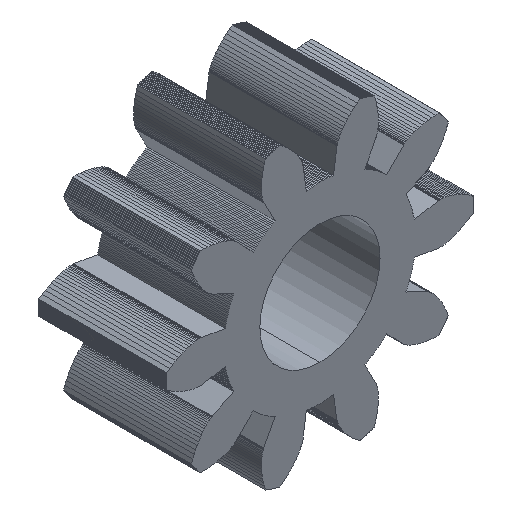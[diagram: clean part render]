
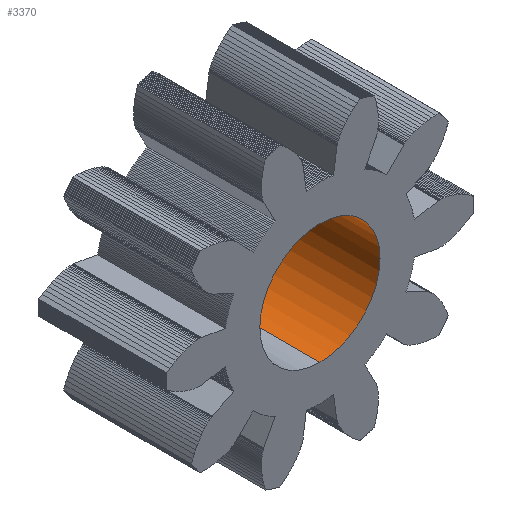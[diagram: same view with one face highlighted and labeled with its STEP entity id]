
A CAD part, isometric view. The second image highlights one B-rep face of the part: STEP entity #3370.
In plain terms, the highlighted cylindrical face has radius 2.35 mm (diameter 4.7 mm), a partial arc.
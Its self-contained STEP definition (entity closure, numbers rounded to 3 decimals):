
#1449 = FACE_OUTER_BOUND ( 'NONE', #8154, .T. ) ;
#2145 = VECTOR ( 'NONE', #10191, 1000. ) ;
#2247 = EDGE_CURVE ( 'NONE', #18232, #22398, #14373, .T. ) ;
#3370 = ADVANCED_FACE ( 'NONE', ( #1449 ), #11904, .F. ) ;
#3442 = EDGE_CURVE ( 'NONE', #18232, #17775, #6012, .T. ) ;
#4739 = CARTESIAN_POINT ( 'NONE',  ( 0., 5., -2.35 ) ) ;
#6012 = LINE ( 'NONE', #22344, #2145 ) ;
#6112 = DIRECTION ( 'NONE',  ( 0., 1., 0. ) ) ;
#7392 = DIRECTION ( 'NONE',  ( 0., 0., 1. ) ) ;
#7894 = EDGE_CURVE ( 'NONE', #22398, #19928, #20570, .T. ) ;
#7954 = CARTESIAN_POINT ( 'NONE',  ( 0., 0., 0. ) ) ;
#8081 = ORIENTED_EDGE ( 'NONE', *, *, #22597, .T. ) ;
#8154 = EDGE_LOOP ( 'NONE', ( #14716, #24802, #10457, #8081 ) ) ;
#9941 = DIRECTION ( 'NONE',  ( 0., 1., 0. ) ) ;
#10191 = DIRECTION ( 'NONE',  ( 0., 1., 0. ) ) ;
#10457 = ORIENTED_EDGE ( 'NONE', *, *, #3442, .T. ) ;
#11904 = CYLINDRICAL_SURFACE ( 'NONE', #24267, 2.35 ) ;
#13556 = CIRCLE ( 'NONE', #23985, 2.35 ) ;
#14192 = DIRECTION ( 'NONE',  ( 0., 1., 0. ) ) ;
#14373 = CIRCLE ( 'NONE', #23544, 2.35 ) ;
#14538 = CARTESIAN_POINT ( 'NONE',  ( 0., 0., 2.35 ) ) ;
#14716 = ORIENTED_EDGE ( 'NONE', *, *, #7894, .F. ) ;
#15220 = CARTESIAN_POINT ( 'NONE',  ( 0., 5., 0. ) ) ;
#15742 = DIRECTION ( 'NONE',  ( 0., 1., 0. ) ) ;
#15920 = DIRECTION ( 'NONE',  ( 0., 0., 1. ) ) ;
#17775 = VERTEX_POINT ( 'NONE', #20568 ) ;
#18104 = CARTESIAN_POINT ( 'NONE',  ( 0., 0., -2.35 ) ) ;
#18232 = VERTEX_POINT ( 'NONE', #14538 ) ;
#19872 = CARTESIAN_POINT ( 'NONE',  ( 0., 0., 0. ) ) ;
#19928 = VERTEX_POINT ( 'NONE', #4739 ) ;
#20568 = CARTESIAN_POINT ( 'NONE',  ( 0., 5., 2.35 ) ) ;
#20570 = LINE ( 'NONE', #22275, #22114 ) ;
#22114 = VECTOR ( 'NONE', #14192, 1000. ) ;
#22275 = CARTESIAN_POINT ( 'NONE',  ( 0., 0., -2.35 ) ) ;
#22344 = CARTESIAN_POINT ( 'NONE',  ( 0., 0., 2.35 ) ) ;
#22398 = VERTEX_POINT ( 'NONE', #18104 ) ;
#22597 = EDGE_CURVE ( 'NONE', #17775, #19928, #13556, .T. ) ;
#23402 = DIRECTION ( 'NONE',  ( 0., 0., 1. ) ) ;
#23544 = AXIS2_PLACEMENT_3D ( 'NONE', #7954, #6112, #15920 ) ;
#23985 = AXIS2_PLACEMENT_3D ( 'NONE', #15220, #15742, #7392 ) ;
#24267 = AXIS2_PLACEMENT_3D ( 'NONE', #19872, #9941, #23402 ) ;
#24802 = ORIENTED_EDGE ( 'NONE', *, *, #2247, .F. ) ;
